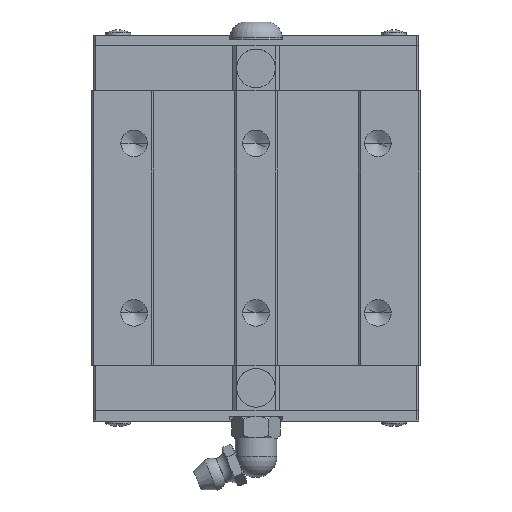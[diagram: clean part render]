
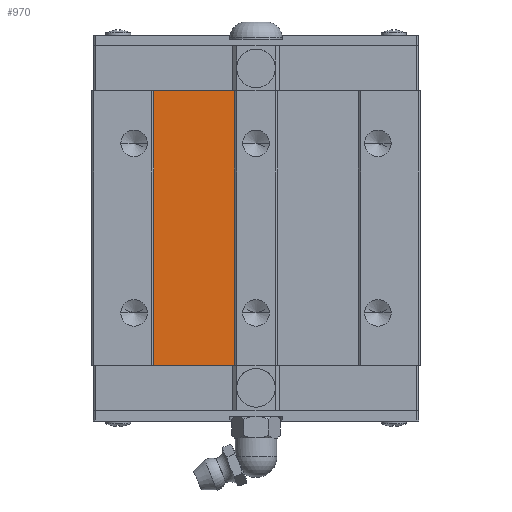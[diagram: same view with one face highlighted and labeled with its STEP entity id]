
A CAD part, top view. The second image highlights one B-rep face of the part: STEP entity #970.
In plain terms, the highlighted planar face has unit normal (0, 0, 1).
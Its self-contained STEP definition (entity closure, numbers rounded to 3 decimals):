
#970=ADVANCED_FACE('',(#1995),#1996,.F.);
#1995=FACE_OUTER_BOUND('',#3069,.T.);
#1996=PLANE('',#3070);
#3069=EDGE_LOOP('',(#6014,#6015,#6016,#6017));
#3070=AXIS2_PLACEMENT_3D('',#6018,#6019,#6020);
#6014=ORIENTED_EDGE('',*,*,#7492,.T.);
#6015=ORIENTED_EDGE('',*,*,#6994,.F.);
#6016=ORIENTED_EDGE('',*,*,#7498,.T.);
#6017=ORIENTED_EDGE('',*,*,#7478,.F.);
#6018=CARTESIAN_POINT('',(0.0,88.201,26.5));
#6019=DIRECTION('',(0.0,0.0,-1.0));
#6020=DIRECTION('',(1.0,0.0,0.0));
#6994=EDGE_CURVE('',#8574,#8576,#8577,.T.);
#7478=EDGE_CURVE('',#9247,#9249,#9250,.T.);
#7492=EDGE_CURVE('',#9247,#8576,#9268,.T.);
#7498=EDGE_CURVE('',#8574,#9249,#9274,.T.);
#8574=VERTEX_POINT('',#11237);
#8576=VERTEX_POINT('',#11240);
#8577=LINE('',#11241,#11242);
#9247=VERTEX_POINT('',#12600);
#9249=VERTEX_POINT('',#12603);
#9250=LINE('',#12604,#12605);
#9268=LINE('',#12632,#12633);
#9274=LINE('',#12641,#12642);
#11237=CARTESIAN_POINT('',(-19.25,62.301,26.5));
#11240=CARTESIAN_POINT('',(-4.125,62.301,26.5));
#11241=CARTESIAN_POINT('',(0.,62.301,26.5));
#11242=VECTOR('',#13504,1.0);
#12600=CARTESIAN_POINT('',(-4.125,10.501,26.5));
#12603=CARTESIAN_POINT('',(-19.25,10.501,26.5));
#12604=CARTESIAN_POINT('',(0.0,10.501,26.5));
#12605=VECTOR('',#13920,1.0);
#12632=CARTESIAN_POINT('',(-4.125,75.251,26.5));
#12633=VECTOR('',#13930,1.0);
#12641=CARTESIAN_POINT('',(-19.25,88.201,26.5));
#12642=VECTOR('',#13933,1.0);
#13504=DIRECTION('',(1.0,0.0,0.0));
#13920=DIRECTION('',(-1.0,-0.0,-0.0));
#13930=DIRECTION('',(0.0,1.0,0.0));
#13933=DIRECTION('',(0.0,-1.0,0.0));
